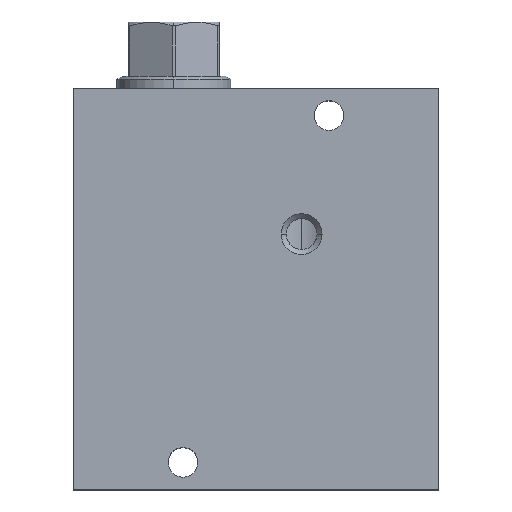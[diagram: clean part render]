
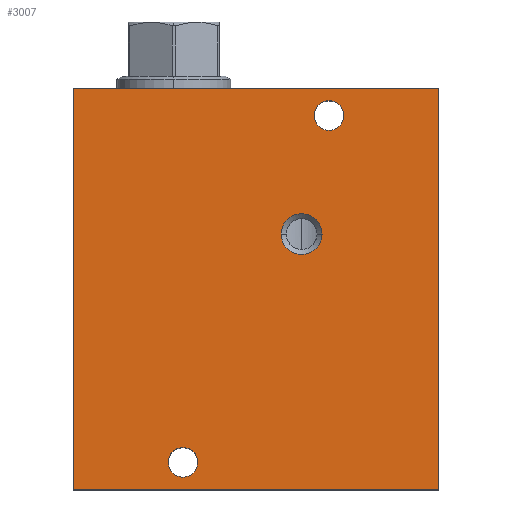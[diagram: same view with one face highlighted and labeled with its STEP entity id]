
A CAD part, top view. The second image highlights one B-rep face of the part: STEP entity #3007.
In plain terms, the highlighted planar face has unit normal (0, 0, 1).
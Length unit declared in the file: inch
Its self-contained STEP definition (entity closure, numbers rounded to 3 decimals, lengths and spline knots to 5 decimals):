
#1087=DIRECTION('',(0.,-1.,0.));
#1088=VECTOR('',#1087,5.5);
#1089=CARTESIAN_POINT('',(0.,0.,2.5));
#1090=LINE('',#1089,#1088);
#1091=DIRECTION('',(-1.,0.,0.));
#1092=VECTOR('',#1091,5.);
#1093=CARTESIAN_POINT('',(5.,0.,2.5));
#1094=LINE('',#1093,#1092);
#1095=DIRECTION('',(0.,1.,0.));
#1096=VECTOR('',#1095,5.5);
#1097=CARTESIAN_POINT('',(5.,-5.5,2.5));
#1098=LINE('',#1097,#1096);
#1099=DIRECTION('',(1.,0.,0.));
#1100=VECTOR('',#1099,5.);
#1101=CARTESIAN_POINT('',(0.,-5.5,2.5));
#1102=LINE('',#1101,#1100);
#1103=CARTESIAN_POINT('',(1.5,-5.125,2.5));
#1104=DIRECTION('',(0.,0.,1.));
#1105=DIRECTION('',(0.,1.,0.));
#1106=AXIS2_PLACEMENT_3D('',#1103,#1104,#1105);
#1108=CARTESIAN_POINT('',(1.5,-5.125,2.5));
#1109=DIRECTION('',(0.,0.,1.));
#1110=DIRECTION('',(0.,-1.,0.));
#1111=AXIS2_PLACEMENT_3D('',#1108,#1109,#1110);
#1113=CARTESIAN_POINT('',(3.5,-0.375,2.5));
#1114=DIRECTION('',(0.,0.,1.));
#1115=DIRECTION('',(0.,1.,0.));
#1116=AXIS2_PLACEMENT_3D('',#1113,#1114,#1115);
#1118=CARTESIAN_POINT('',(3.5,-0.375,2.5));
#1119=DIRECTION('',(0.,0.,1.));
#1120=DIRECTION('',(0.,-1.,0.));
#1121=AXIS2_PLACEMENT_3D('',#1118,#1119,#1120);
#1123=CARTESIAN_POINT('',(3.125,-2.,2.5));
#1124=DIRECTION('',(0.,0.,-1.));
#1125=DIRECTION('',(-1.,0.,0.));
#1126=AXIS2_PLACEMENT_3D('',#1123,#1124,#1125);
#1128=CARTESIAN_POINT('',(3.125,-2.,2.5));
#1129=DIRECTION('',(0.,0.,-1.));
#1130=DIRECTION('',(1.,0.,0.));
#1131=AXIS2_PLACEMENT_3D('',#1128,#1129,#1130);
#1759=CARTESIAN_POINT('',(0.,0.,2.5));
#1760=CARTESIAN_POINT('',(0.,-5.5,2.5));
#1761=VERTEX_POINT('',#1759);
#1762=VERTEX_POINT('',#1760);
#1763=CARTESIAN_POINT('',(5.,-5.5,2.5));
#1764=VERTEX_POINT('',#1763);
#1765=CARTESIAN_POINT('',(5.,0.,2.5));
#1766=VERTEX_POINT('',#1765);
#1771=CARTESIAN_POINT('',(1.5,-4.922,2.5));
#1772=CARTESIAN_POINT('',(1.5,-5.328,2.5));
#1773=VERTEX_POINT('',#1771);
#1774=VERTEX_POINT('',#1772);
#1779=CARTESIAN_POINT('',(3.5,-0.172,2.5));
#1780=CARTESIAN_POINT('',(3.5,-0.578,2.5));
#1781=VERTEX_POINT('',#1779);
#1782=VERTEX_POINT('',#1780);
#1939=CARTESIAN_POINT('',(3.405,-2.,2.5));
#1940=VERTEX_POINT('',#1939);
#1941=CARTESIAN_POINT('',(2.845,-2.,2.5));
#1942=VERTEX_POINT('',#1941);
#2978=CARTESIAN_POINT('',(0.,0.,2.5));
#2979=DIRECTION('',(0.,0.,1.));
#2980=DIRECTION('',(1.,0.,0.));
#2981=AXIS2_PLACEMENT_3D('',#2978,#2979,#2980);
#2982=PLANE('',#2981);
#2983=ORIENTED_EDGE('',*,*,#2051,.F.);
#2984=ORIENTED_EDGE('',*,*,#2072,.F.);
#2985=ORIENTED_EDGE('',*,*,#2093,.F.);
#2986=ORIENTED_EDGE('',*,*,#2756,.F.);
#2987=EDGE_LOOP('',(#2983,#2984,#2985,#2986));
#2988=FACE_OUTER_BOUND('',#2987,.F.);
#2990=ORIENTED_EDGE('',*,*,#2989,.T.);
#2992=ORIENTED_EDGE('',*,*,#2991,.T.);
#2993=EDGE_LOOP('',(#2990,#2992));
#2994=FACE_BOUND('',#2993,.F.);
#2996=ORIENTED_EDGE('',*,*,#2995,.T.);
#2998=ORIENTED_EDGE('',*,*,#2997,.T.);
#2999=EDGE_LOOP('',(#2996,#2998));
#3000=FACE_BOUND('',#2999,.F.);
#3002=ORIENTED_EDGE('',*,*,#3001,.F.);
#3004=ORIENTED_EDGE('',*,*,#3003,.F.);
#3005=EDGE_LOOP('',(#3002,#3004));
#3006=FACE_BOUND('',#3005,.F.);
#3007=ADVANCED_FACE('',(#2988,#2994,#3000,#3006),#2982,.T.);
#1107=CIRCLE('',#1106,0.203);
#1112=CIRCLE('',#1111,0.203);
#1117=CIRCLE('',#1116,0.203);
#1122=CIRCLE('',#1121,0.203);
#1127=CIRCLE('',#1126,0.28);
#1132=CIRCLE('',#1131,0.28);
#2051=EDGE_CURVE('',#1761,#1762,#1090,.T.);
#2072=EDGE_CURVE('',#1766,#1761,#1094,.T.);
#2093=EDGE_CURVE('',#1764,#1766,#1098,.T.);
#2756=EDGE_CURVE('',#1762,#1764,#1102,.T.);
#2989=EDGE_CURVE('',#1773,#1774,#1107,.T.);
#2991=EDGE_CURVE('',#1774,#1773,#1112,.T.);
#2995=EDGE_CURVE('',#1781,#1782,#1117,.T.);
#2997=EDGE_CURVE('',#1782,#1781,#1122,.T.);
#3001=EDGE_CURVE('',#1942,#1940,#1127,.T.);
#3003=EDGE_CURVE('',#1940,#1942,#1132,.T.);
